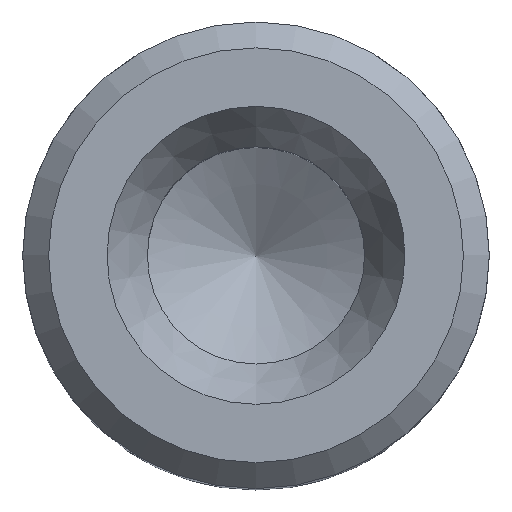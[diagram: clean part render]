
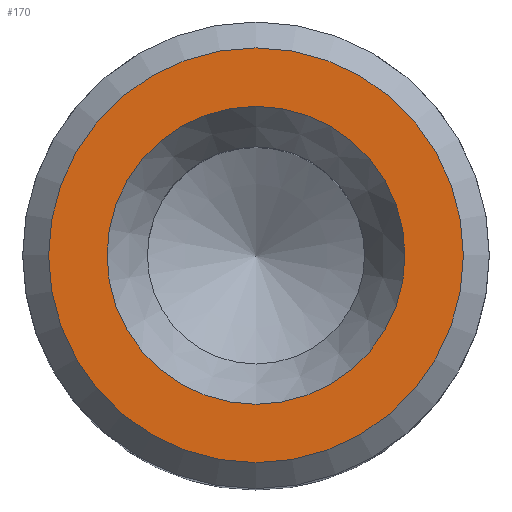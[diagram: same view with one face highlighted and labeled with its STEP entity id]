
A CAD part, left-side view. The second image highlights one B-rep face of the part: STEP entity #170.
In plain terms, the highlighted planar face has unit normal (-1, 0, 0.002).
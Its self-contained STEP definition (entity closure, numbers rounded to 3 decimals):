
#31 = CONICAL_SURFACE('',#32,4.967,0.524);
#32 = AXIS2_PLACEMENT_3D('',#33,#34,#35);
#33 = CARTESIAN_POINT('',(1.35,0.1,
    0.051));
#34 = DIRECTION('',(-1.,0.,
    0.002));
#35 = DIRECTION('',(0.002,0.,
    1.));
#100 = VERTEX_POINT('',#101);
#101 = CARTESIAN_POINT('',(-0.011,0.1,
    -5.694));
#121 = EDGE_CURVE('',#100,#100,#122,.T.);
#122 = SURFACE_CURVE('',#123,(#128,#157),.PCURVE_S1.);
#123 = CIRCLE('',#124,5.747);
#124 = AXIS2_PLACEMENT_3D('',#125,#126,#127);
#125 = CARTESIAN_POINT('',(0.,0.1,
    0.053));
#126 = DIRECTION('',(-1.,0.,
    0.002));
#127 = DIRECTION('',(0.002,0.,
    1.));
#128 = PCURVE('',#31,#129);
#129 = DEFINITIONAL_REPRESENTATION('',(#130),#156);
#130 = B_SPLINE_CURVE_WITH_KNOTS('',3,(#131,#132,#133,#134,#135,#136,
    #137,#138,#139,#140,#141,#142,#143,#144,#145,#146,#147,#148,#149,
    #150,#151,#152,#153,#154,#155),.UNSPECIFIED.,.F.,.F.,(4,1,1,1,1,1,1,
    1,1,1,1,1,1,1,1,1,1,1,1,1,1,1,4),(3.142,3.427,
    3.713,3.998,4.284,4.57,
    4.855,5.141,5.426,5.712,
    5.998,6.283,6.569,6.854,
    7.14,7.426,7.711,7.997,
    8.282,8.568,8.854,9.139,
    9.425),.UNSPECIFIED.);
#131 = CARTESIAN_POINT('',(3.142,1.35));
#132 = CARTESIAN_POINT('',(3.237,1.35));
#133 = CARTESIAN_POINT('',(3.427,1.35));
#134 = CARTESIAN_POINT('',(3.713,1.35));
#135 = CARTESIAN_POINT('',(3.998,1.35));
#136 = CARTESIAN_POINT('',(4.284,1.35));
#137 = CARTESIAN_POINT('',(4.57,1.35));
#138 = CARTESIAN_POINT('',(4.855,1.35));
#139 = CARTESIAN_POINT('',(5.141,1.35));
#140 = CARTESIAN_POINT('',(5.426,1.35));
#141 = CARTESIAN_POINT('',(5.712,1.35));
#142 = CARTESIAN_POINT('',(5.998,1.35));
#143 = CARTESIAN_POINT('',(6.283,1.35));
#144 = CARTESIAN_POINT('',(6.569,1.35));
#145 = CARTESIAN_POINT('',(6.854,1.35));
#146 = CARTESIAN_POINT('',(7.14,1.35));
#147 = CARTESIAN_POINT('',(7.426,1.35));
#148 = CARTESIAN_POINT('',(7.711,1.35));
#149 = CARTESIAN_POINT('',(7.997,1.35));
#150 = CARTESIAN_POINT('',(8.282,1.35));
#151 = CARTESIAN_POINT('',(8.568,1.35));
#152 = CARTESIAN_POINT('',(8.854,1.35));
#153 = CARTESIAN_POINT('',(9.139,1.35));
#154 = CARTESIAN_POINT('',(9.33,1.35));
#155 = CARTESIAN_POINT('',(9.425,1.35));
#156 = ( GEOMETRIC_REPRESENTATION_CONTEXT(2) 
PARAMETRIC_REPRESENTATION_CONTEXT() REPRESENTATION_CONTEXT('2D SPACE',''
  ) );
#157 = PCURVE('',#158,#163);
#158 = PLANE('',#159);
#159 = AXIS2_PLACEMENT_3D('',#160,#161,#162);
#160 = CARTESIAN_POINT('',(0.,-4.4,
    0.053));
#161 = DIRECTION('',(-1.,0.,
    0.002));
#162 = DIRECTION('',(-0.002,0.,
    -1.));
#163 = DEFINITIONAL_REPRESENTATION('',(#164),#168);
#164 = CIRCLE('',#165,5.747);
#165 = AXIS2_PLACEMENT_2D('',#166,#167);
#166 = CARTESIAN_POINT('',(0.,-4.5));
#167 = DIRECTION('',(-1.,0.));
#168 = ( GEOMETRIC_REPRESENTATION_CONTEXT(2) 
PARAMETRIC_REPRESENTATION_CONTEXT() REPRESENTATION_CONTEXT('2D SPACE',''
  ) );
#170 = ADVANCED_FACE('',(#171,#228),#158,.T.);
#171 = FACE_BOUND('',#172,.T.);
#172 = EDGE_LOOP('',(#173));
#173 = ORIENTED_EDGE('',*,*,#174,.F.);
#174 = EDGE_CURVE('',#175,#175,#177,.T.);
#175 = VERTEX_POINT('',#176);
#176 = CARTESIAN_POINT('',(0.,-7.9,
    0.053));
#177 = SURFACE_CURVE('',#178,(#183,#194),.PCURVE_S1.);
#178 = CIRCLE('',#179,8.);
#179 = AXIS2_PLACEMENT_3D('',#180,#181,#182);
#180 = CARTESIAN_POINT('',(0.,0.1,
    0.053));
#181 = DIRECTION('',(1.,0.,
    -0.002));
#182 = DIRECTION('',(0.,1.,0.));
#183 = PCURVE('',#158,#184);
#184 = DEFINITIONAL_REPRESENTATION('',(#185),#193);
#185 = ( BOUNDED_CURVE() B_SPLINE_CURVE(2,(#186,#187,#188,#189,#190,#191
,#192),.UNSPECIFIED.,.F.,.F.) B_SPLINE_CURVE_WITH_KNOTS((1,2,2,2,2,1),(
    -2.094,0.,2.094,4.189,6.283,
8.378),.UNSPECIFIED.) CURVE() GEOMETRIC_REPRESENTATION_ITEM() 
RATIONAL_B_SPLINE_CURVE((1.,0.5,1.,0.5,1.,0.5,1.)) REPRESENTATION_ITEM(
  '') );
#186 = CARTESIAN_POINT('',(0.,-12.5));
#187 = CARTESIAN_POINT('',(-13.856,-12.5));
#188 = CARTESIAN_POINT('',(-6.928,-0.5));
#189 = CARTESIAN_POINT('',(0.,11.5));
#190 = CARTESIAN_POINT('',(6.928,-0.5));
#191 = CARTESIAN_POINT('',(13.856,-12.5));
#192 = CARTESIAN_POINT('',(0.,-12.5));
#193 = ( GEOMETRIC_REPRESENTATION_CONTEXT(2) 
PARAMETRIC_REPRESENTATION_CONTEXT() REPRESENTATION_CONTEXT('2D SPACE',''
  ) );
#194 = PCURVE('',#195,#200);
#195 = CONICAL_SURFACE('',#196,8.5,0.785);
#196 = AXIS2_PLACEMENT_3D('',#197,#198,#199);
#197 = CARTESIAN_POINT('',(0.5,0.1,
    0.052));
#198 = DIRECTION('',(1.,0.,
    -0.002));
#199 = DIRECTION('',(0.,1.,0.));
#200 = DEFINITIONAL_REPRESENTATION('',(#201),#227);
#201 = B_SPLINE_CURVE_WITH_KNOTS('',3,(#202,#203,#204,#205,#206,#207,
    #208,#209,#210,#211,#212,#213,#214,#215,#216,#217,#218,#219,#220,
    #221,#222,#223,#224,#225,#226),.UNSPECIFIED.,.F.,.F.,(4,1,1,1,1,1,1,
    1,1,1,1,1,1,1,1,1,1,1,1,1,1,1,4),(3.142,3.427,
    3.713,3.998,4.284,4.57,
    4.855,5.141,5.426,5.712,
    5.998,6.283,6.569,6.854,
    7.14,7.426,7.711,7.997,
    8.282,8.568,8.854,9.139,
    9.425),.UNSPECIFIED.);
#202 = CARTESIAN_POINT('',(3.142,-0.5));
#203 = CARTESIAN_POINT('',(3.237,-0.5));
#204 = CARTESIAN_POINT('',(3.427,-0.5));
#205 = CARTESIAN_POINT('',(3.713,-0.5));
#206 = CARTESIAN_POINT('',(3.998,-0.5));
#207 = CARTESIAN_POINT('',(4.284,-0.5));
#208 = CARTESIAN_POINT('',(4.57,-0.5));
#209 = CARTESIAN_POINT('',(4.855,-0.5));
#210 = CARTESIAN_POINT('',(5.141,-0.5));
#211 = CARTESIAN_POINT('',(5.426,-0.5));
#212 = CARTESIAN_POINT('',(5.712,-0.5));
#213 = CARTESIAN_POINT('',(5.998,-0.5));
#214 = CARTESIAN_POINT('',(6.283,-0.5));
#215 = CARTESIAN_POINT('',(6.569,-0.5));
#216 = CARTESIAN_POINT('',(6.854,-0.5));
#217 = CARTESIAN_POINT('',(7.14,-0.5));
#218 = CARTESIAN_POINT('',(7.426,-0.5));
#219 = CARTESIAN_POINT('',(7.711,-0.5));
#220 = CARTESIAN_POINT('',(7.997,-0.5));
#221 = CARTESIAN_POINT('',(8.282,-0.5));
#222 = CARTESIAN_POINT('',(8.568,-0.5));
#223 = CARTESIAN_POINT('',(8.854,-0.5));
#224 = CARTESIAN_POINT('',(9.139,-0.5));
#225 = CARTESIAN_POINT('',(9.33,-0.5));
#226 = CARTESIAN_POINT('',(9.425,-0.5));
#227 = ( GEOMETRIC_REPRESENTATION_CONTEXT(2) 
PARAMETRIC_REPRESENTATION_CONTEXT() REPRESENTATION_CONTEXT('2D SPACE',''
  ) );
#228 = FACE_BOUND('',#229,.T.);
#229 = EDGE_LOOP('',(#230));
#230 = ORIENTED_EDGE('',*,*,#121,.F.);
